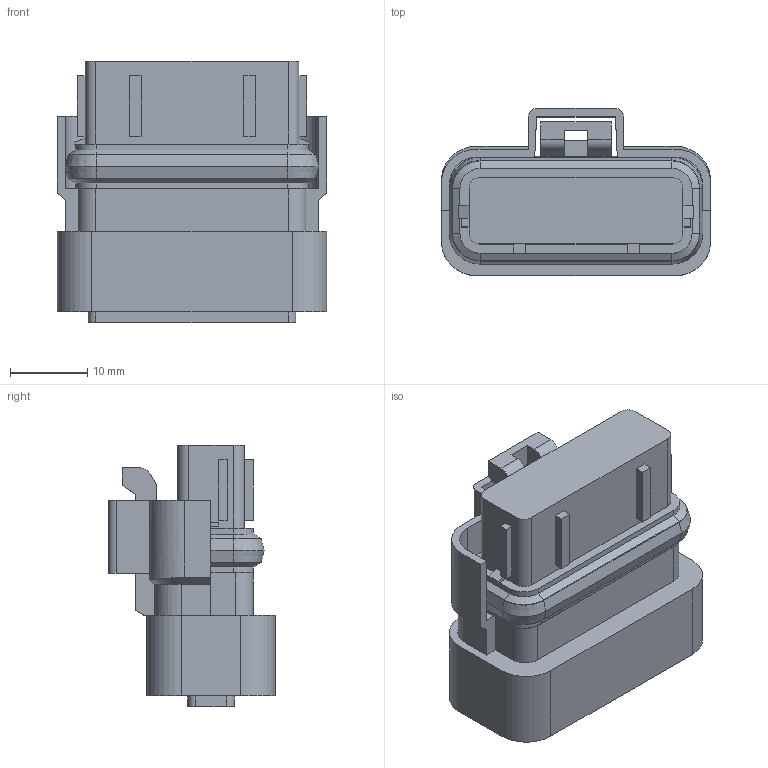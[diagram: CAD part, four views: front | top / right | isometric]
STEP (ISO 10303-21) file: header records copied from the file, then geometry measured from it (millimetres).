
FILE_DESCRIPTION(/* description */ (''),/* implementation_level */ '2;1');
FILE_NAME(/* name */ '10768569-ENV11_01-CONN.stp',/* time_stamp */ '2023-07-14T16:24:54+08:00',/* author */ (''),/* organization */ (''),/* preprocessor_version */ 'ST-DEVELOPER v16',/* originating_system */ 'SIEMENS PLM Software NX 11.0',/* authorisation */ '');
FILE_SCHEMA (('AUTOMOTIVE_DESIGN { 1 0 10303 214 3 1 1 1 }'));
Length unit declared in the file: millimetre
Products named in the file (1): 10768569-ENV11_01-CONN
Bounding box: 34.9 x 21.6 x 33.8 mm (x, y, z)
Volume: 13807 mm3; surface area: 5800.7 mm2
Topology: 1 solids, 1 shells, 209 faces, 556 edges, 344 vertices
Faces by surface type: plane 142, cylinder 41, cone 18, torus 8
Entity records: 6452 total; most frequent: CARTESIAN_POINT 1192, ORIENTED_EDGE 1112, DIRECTION 1064, EDGE_CURVE 556, LINE 444, VECTOR 444, VERTEX_POINT 344, AXIS2_PLACEMENT_3D 310
